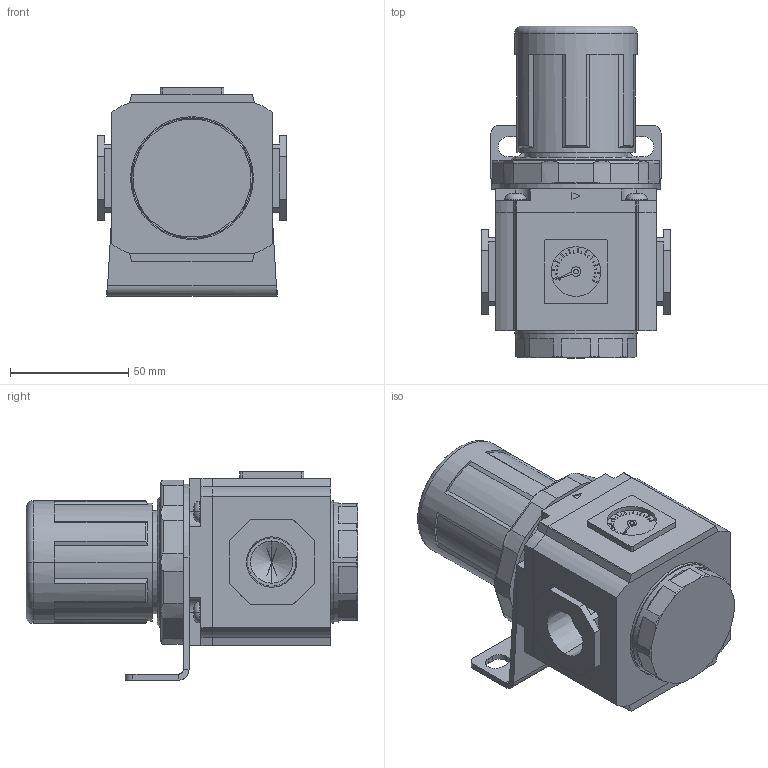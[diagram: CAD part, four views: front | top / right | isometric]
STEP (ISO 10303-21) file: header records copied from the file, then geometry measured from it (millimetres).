
FILE_DESCRIPTION (( 'STEP AP203' ), '1' );
FILE_NAME ('AR-443.step', '2015-11-09T22:42:27', ( '' ), ( '' ), 'SwSTEP 2.0', 'SolidWorks 2015', '' );
FILE_SCHEMA (( 'CONFIG_CONTROL_DESIGN' ));
Length unit declared in the file: millimetre
Products named in the file (1): AR-443
Bounding box: 80 x 140.5 x 88.2 mm (x, y, z)
Volume: 463386.5 mm3; surface area: 74345.4 mm2
Topology: 14 solids, 14 shells, 487 faces, 1210 edges, 787 vertices
Faces by surface type: plane 325, cylinder 124, cone 26, torus 10, bspline 2
Entity records: 14892 total; most frequent: CARTESIAN_POINT 3153, ORIENTED_EDGE 2412, DIRECTION 2377, EDGE_CURVE 1206, LINE 827, VECTOR 827, VERTEX_POINT 787, AXIS2_PLACEMENT_3D 775
